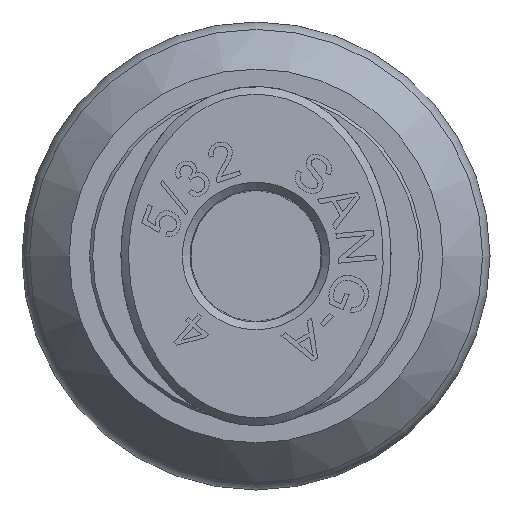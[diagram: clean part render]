
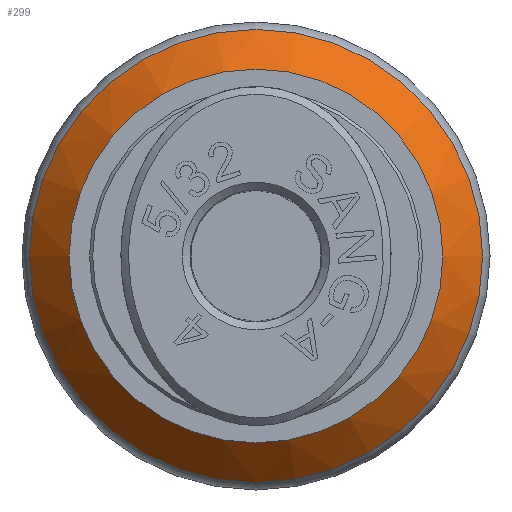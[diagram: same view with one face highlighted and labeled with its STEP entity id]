
A CAD part, left-side view. The second image highlights one B-rep face of the part: STEP entity #299.
In plain terms, the highlighted conical face has half-angle 40.126 degrees and reference radius 5.975 mm.
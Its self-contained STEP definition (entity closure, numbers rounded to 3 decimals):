
#257=CARTESIAN_POINT('',(4.421,7.215,0.));
#258=VERTEX_POINT('',#257);
#259=CARTESIAN_POINT('',(4.421,0.0,0.));
#260=DIRECTION('',(1.0,0.0,0.0));
#261=DIRECTION('',(0.0,-1.0,0.0));
#262=AXIS2_PLACEMENT_3D('',#259,#260,#261);
#263=CIRCLE('',#262,7.215);
#264=EDGE_CURVE('',#258,#258,#263,.T.);
#280=CARTESIAN_POINT('',(2.95,0.,0.0));
#281=DIRECTION('',(1.0,0.,0.0));
#282=DIRECTION('',(0.0,1.0,0.0));
#283=AXIS2_PLACEMENT_3D('',#280,#281,#282);
#284=CONICAL_SURFACE('',#283,5.975,40.126);
#285=CARTESIAN_POINT('',(1.479,4.735,0.));
#286=VERTEX_POINT('',#285);
#287=CARTESIAN_POINT('',(1.479,0.,0.));
#288=DIRECTION('',(-1.0,0.0,0.0));
#289=DIRECTION('',(0.0,-1.0,0.0));
#290=AXIS2_PLACEMENT_3D('',#287,#288,#289);
#291=CIRCLE('',#290,4.735);
#292=EDGE_CURVE('',#286,#286,#291,.T.);
#293=ORIENTED_EDGE('',*,*,#292,.F.);
#294=EDGE_LOOP('',(#293));
#295=FACE_OUTER_BOUND('',#294,.T.);
#296=ORIENTED_EDGE('',*,*,#264,.F.);
#297=EDGE_LOOP('',(#296));
#298=FACE_BOUND('',#297,.T.);
#299=ADVANCED_FACE('',(#295,#298),#284,.T.);
